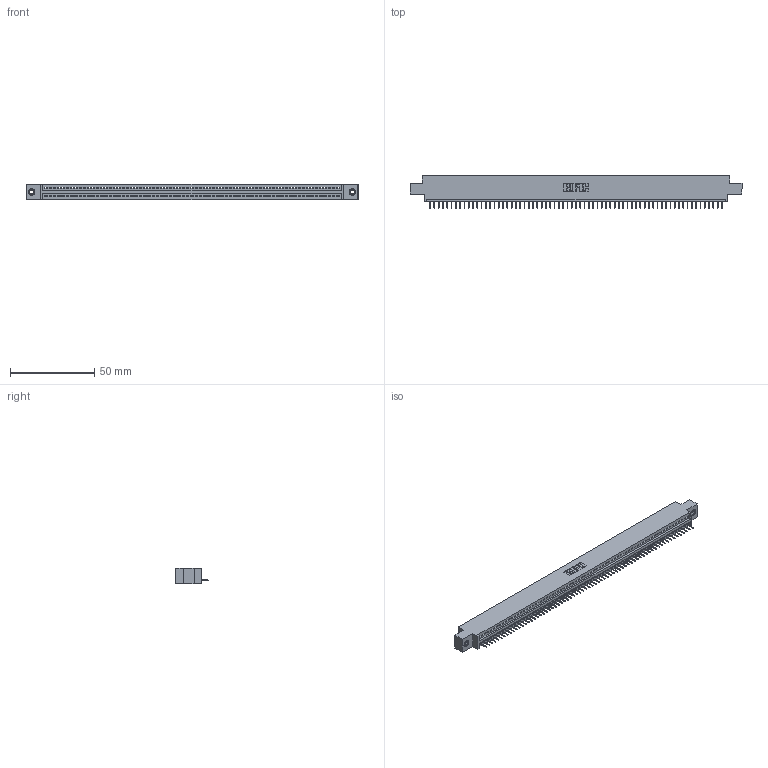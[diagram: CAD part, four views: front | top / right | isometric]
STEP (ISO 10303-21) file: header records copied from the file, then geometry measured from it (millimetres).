
FILE_DESCRIPTION (( 'STEP AP203' ), '1' );
FILE_NAME ('345-069-524-608.STEP', '2019-10-12T11:08:41', ( '' ), ( '' ), 'SwSTEP 2.0', 'SolidWorks 2016', '' );
FILE_SCHEMA (( 'CONFIG_CONTROL_DESIGN' ));
Length unit declared in the file: inch
Products named in the file (4): 345-292-001_345-293-124; 345 Part_0.170 Offset - 0.156 Dia-TI; 345-069-524-608; 345-250-001_345-250-003-102
Assembly tree (72 placements, depth 2):
  345-069-524-608
    345 Part_0.170 Offset - 0.156 Dia-TI
    345-292-001_345-293-124  x69
    345-250-001_345-250-003-102  x2
Bounding box: 196.47 x 19.35 x 9.4 mm (x, y, z)
Volume: 18489.5 mm3; surface area: 24212.1 mm2
Topology: 72 solids, 72 shells, 4468 faces, 12909 edges, 8322 vertices
Faces by surface type: plane 3290, cylinder 1162, cone 12, torus 4
Entity records: 49688 total; most frequent: CARTESIAN_POINT 8586, ORIENTED_EDGE 8582, DIRECTION 7487, EDGE_CURVE 4291, LINE 3867, VECTOR 3867, VERTEX_POINT 2852, AXIS2_PLACEMENT_3D 1810
